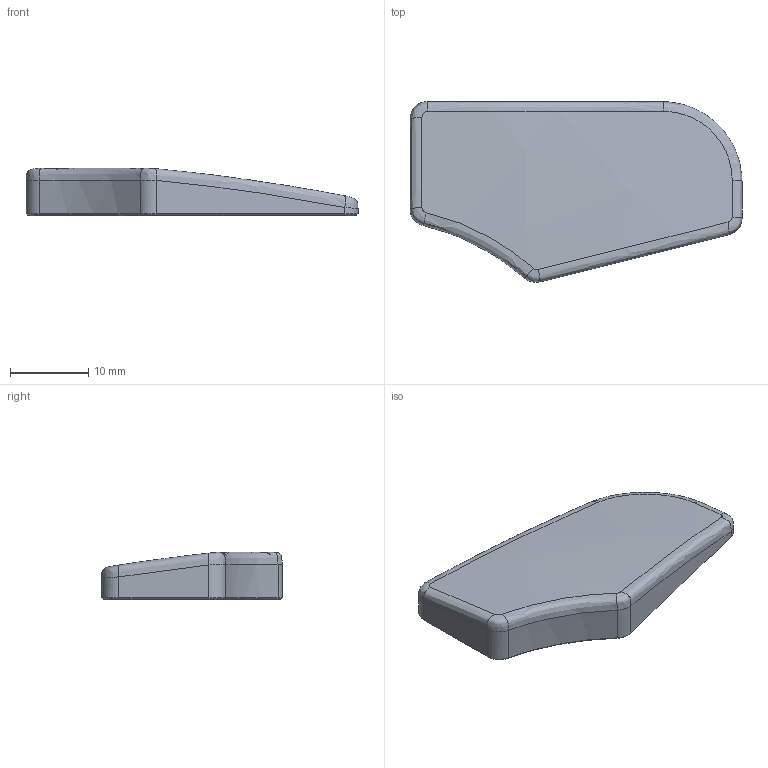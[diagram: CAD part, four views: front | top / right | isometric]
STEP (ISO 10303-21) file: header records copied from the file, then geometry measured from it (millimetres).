
FILE_DESCRIPTION(/* description */ ('STEP AP242','CAx-IF Rec.Pracs.---Representation and Presentation of Product Manufacturing Information (PMI)---4.0---2014-10-13','CAx-IF Rec.Pracs.---3D Tessellated Geometry---0.4---2014-09-14','2;1'),/* implementation_level */ '2;1');
FILE_NAME(/* name */ 'Adept 50-52mm rev2 - Button 2',/* time_stamp */ '2025-02-11T14:18:29Z',/* author */ (''),/* organization */ (''),/* preprocessor_version */ 'ST-DEVELOPER v20',/* originating_system */ 'ONSHAPE BY PTC INC, 1.193',/* authorisation */ ' ');
FILE_SCHEMA (('AP242_MANAGED_MODEL_BASED_3D_ENGINEERING_MIM_LF { 1 0 10303 442 1 1 4 }'));
Length unit declared in the file: metre
Products named in the file (1): Button 2
Bounding box: 42.4 x 23.08 x 6.11 mm (x, y, z)
Volume: 3237.3 mm3; surface area: 2046 mm2
Topology: 1 solids, 1 shells, 41 faces, 89 edges, 52 vertices
Faces by surface type: plane 11, bspline 11, cylinder 9, cone 9, sphere 1
Full cylindrical faces by diameter (mm): 4.25 x2
Entity records: 3455 total; most frequent: CARTESIAN_POINT 2663, ORIENTED_EDGE 166, DIRECTION 130, EDGE_CURVE 83, AXIS2_PLACEMENT_3D 51, VERTEX_POINT 50, EDGE_LOOP 47, FACE_BOUND 47
